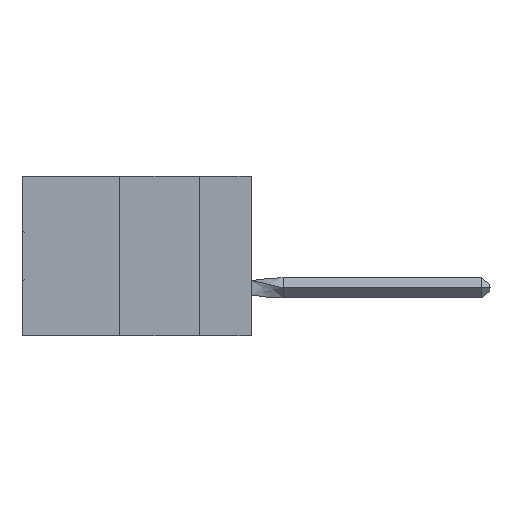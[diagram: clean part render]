
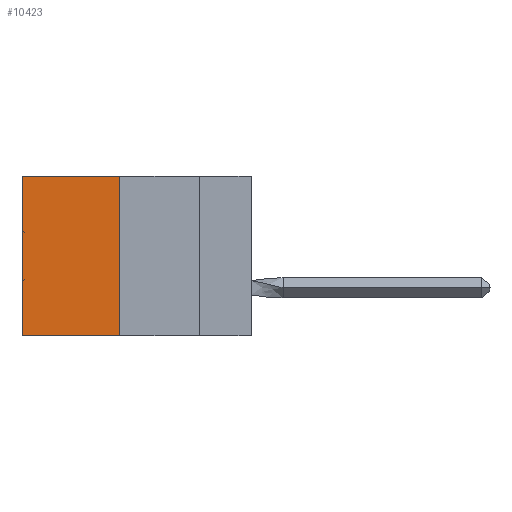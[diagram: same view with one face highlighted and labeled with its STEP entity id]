
A CAD part, left-side view. The second image highlights one B-rep face of the part: STEP entity #10423.
In plain terms, the highlighted planar face has unit normal (-1, 0, 0).
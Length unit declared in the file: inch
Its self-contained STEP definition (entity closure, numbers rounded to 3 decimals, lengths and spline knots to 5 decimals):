
#1072 = VECTOR ( 'NONE', #21525, 39.37008 ) ;
#1983 = DIRECTION ( 'NONE',  ( 0., 0., -1. ) ) ;
#2879 = EDGE_LOOP ( 'NONE', ( #40891, #10801, #22623, #4919 ) ) ;
#3048 = VERTEX_POINT ( 'NONE', #39663 ) ;
#4919 = ORIENTED_EDGE ( 'NONE', *, *, #23633, .T. ) ;
#5321 = PLANE ( 'NONE',  #41960 ) ;
#5339 = VERTEX_POINT ( 'NONE', #31308 ) ;
#7768 = CARTESIAN_POINT ( 'NONE',  ( 0.305, 0.413, -0.5 ) ) ;
#8507 = CARTESIAN_POINT ( 'NONE',  ( 0.305, 0.72, -0.5 ) ) ;
#10423 = ADVANCED_FACE ( 'NONE', ( #27181 ), #5321, .F. ) ;
#10801 = ORIENTED_EDGE ( 'NONE', *, *, #44619, .F. ) ;
#11900 = DIRECTION ( 'NONE',  ( 0., 1., 0. ) ) ;
#13942 = DIRECTION ( 'NONE',  ( 1., 0., 0. ) ) ;
#14104 = LINE ( 'NONE', #36385, #1072 ) ;
#15369 = DIRECTION ( 'NONE',  ( 0., 0., -1. ) ) ;
#16980 = CARTESIAN_POINT ( 'NONE',  ( 0.305, 0.72, 0. ) ) ;
#17649 = CARTESIAN_POINT ( 'NONE',  ( 0.305, 0.413, -0.5 ) ) ;
#18980 = VERTEX_POINT ( 'NONE', #16980 ) ;
#19312 = DIRECTION ( 'NONE',  ( 0., 1., 0. ) ) ;
#19768 = CARTESIAN_POINT ( 'NONE',  ( 0.305, 0.413, 0. ) ) ;
#21525 = DIRECTION ( 'NONE',  ( 0., 0., -1. ) ) ;
#22623 = ORIENTED_EDGE ( 'NONE', *, *, #26466, .F. ) ;
#23047 = CARTESIAN_POINT ( 'NONE',  ( 0.305, 0.72, -0.5 ) ) ;
#23633 = EDGE_CURVE ( 'NONE', #3048, #18980, #49055, .T. ) ;
#23813 = VECTOR ( 'NONE', #15369, 39.37008 ) ;
#25448 = EDGE_CURVE ( 'NONE', #18980, #31769, #31539, .T. ) ;
#25729 = VECTOR ( 'NONE', #11900, 39.37008 ) ;
#26466 = EDGE_CURVE ( 'NONE', #3048, #5339, #14104, .T. ) ;
#27181 = FACE_OUTER_BOUND ( 'NONE', #2879, .T. ) ;
#27930 = LINE ( 'NONE', #7768, #32054 ) ;
#31308 = CARTESIAN_POINT ( 'NONE',  ( 0.305, 0.413, -0.5 ) ) ;
#31539 = LINE ( 'NONE', #8507, #23813 ) ;
#31769 = VERTEX_POINT ( 'NONE', #23047 ) ;
#32054 = VECTOR ( 'NONE', #19312, 39.37008 ) ;
#36385 = CARTESIAN_POINT ( 'NONE',  ( 0.305, 0.413, -0.5 ) ) ;
#39663 = CARTESIAN_POINT ( 'NONE',  ( 0.305, 0.413, 0. ) ) ;
#40891 = ORIENTED_EDGE ( 'NONE', *, *, #25448, .T. ) ;
#41960 = AXIS2_PLACEMENT_3D ( 'NONE', #17649, #13942, #1983 ) ;
#44619 = EDGE_CURVE ( 'NONE', #5339, #31769, #27930, .T. ) ;
#49055 = LINE ( 'NONE', #19768, #25729 ) ;
